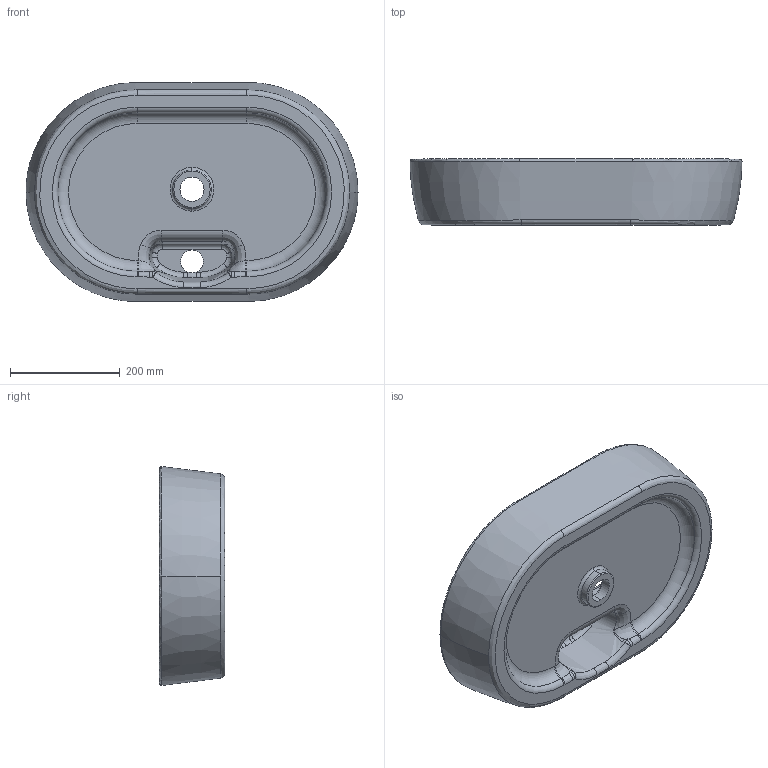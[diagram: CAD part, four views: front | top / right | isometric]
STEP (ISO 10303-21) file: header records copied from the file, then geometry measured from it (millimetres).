
FILE_DESCRIPTION (( 'STEP AP214' ), '1' );
FILE_NAME ('SI060RCB.2_Step_V11223.STEP', '2023-12-13T10:03:44', ( '' ), ( '' ), 'SwSTEP 2.0', 'SolidWorks 2019', '' );
FILE_SCHEMA (( 'AUTOMOTIVE_DESIGN' ));
Length unit declared in the file: millimetre
Products named in the file (1): SI060RCB.2_Step_V11223
Bounding box: 604.94 x 120 x 398.77 mm (x, y, z)
Volume: 9996222.6 mm3; surface area: 684718 mm2
Topology: 1 solids, 1 shells, 96 faces, 237 edges, 140 vertices
Faces by surface type: bspline 46, cylinder 20, torus 14, plane 12, cone 2, sphere 2
Entity records: 8641 total; most frequent: CARTESIAN_POINT 6676, ORIENTED_EDGE 466, DIRECTION 324, EDGE_CURVE 233, AXIS2_PLACEMENT_3D 143, VERTEX_POINT 140, EDGE_LOOP 101, B_SPLINE_CURVE_WITH_KNOTS 99
